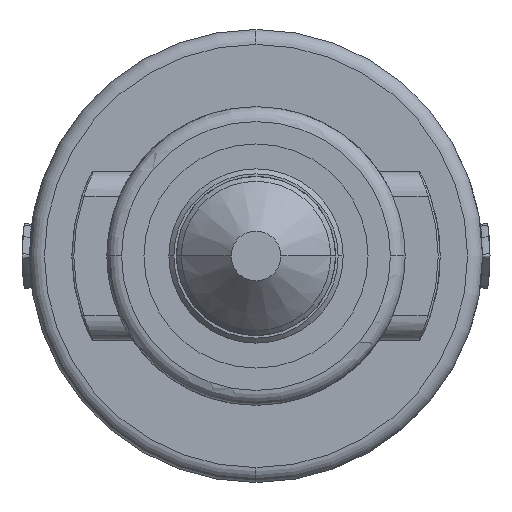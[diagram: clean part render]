
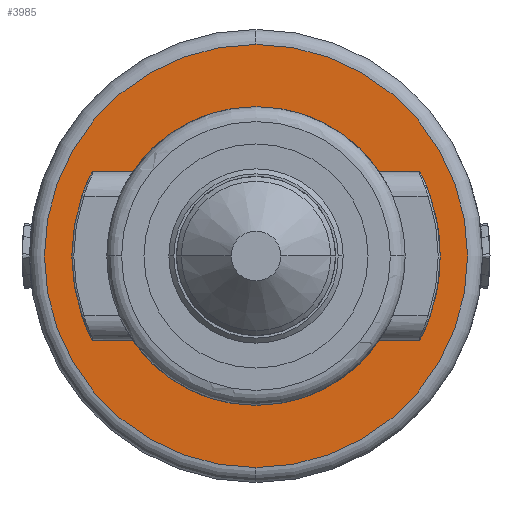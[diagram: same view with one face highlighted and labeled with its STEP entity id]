
A CAD part, left-side view. The second image highlights one B-rep face of the part: STEP entity #3985.
In plain terms, the highlighted face is planar.
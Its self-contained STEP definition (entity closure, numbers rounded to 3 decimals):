
#1154 = VERTEX_POINT ( 'NONE', #13760 ) ;
#3417 = VERTEX_POINT ( 'NONE', #18668 ) ;
#3557 = DIRECTION ( 'NONE',  ( 1., 0., 0. ) ) ;
#3627 = AXIS2_PLACEMENT_3D ( 'NONE', #10161, #8035, #10354 ) ;
#3985 = ADVANCED_FACE ( 'NONE', ( #14138, #8819 ), #20746, .T. ) ;
#4456 = CARTESIAN_POINT ( 'NONE',  ( -6.281, 0., 0. ) ) ;
#4627 = AXIS2_PLACEMENT_3D ( 'NONE', #25325, #25417, #14647 ) ;
#5464 = EDGE_LOOP ( 'NONE', ( #12625, #9589 ) ) ;
#5559 = EDGE_CURVE ( 'NONE', #12414, #1154, #23376, .T. ) ;
#6831 = DIRECTION ( 'NONE',  ( 1., 0., 0. ) ) ;
#8035 = DIRECTION ( 'NONE',  ( 1., 0., 0. ) ) ;
#8138 = CARTESIAN_POINT ( 'NONE',  ( -6.281, 0., -4.25 ) ) ;
#8819 = FACE_BOUND ( 'NONE', #5464, .T. ) ;
#8982 = EDGE_LOOP ( 'NONE', ( #27274, #24948 ) ) ;
#9291 = AXIS2_PLACEMENT_3D ( 'NONE', #23646, #6831, #23915 ) ;
#9589 = ORIENTED_EDGE ( 'NONE', *, *, #12455, .F. ) ;
#10161 = CARTESIAN_POINT ( 'NONE',  ( -6.281, 0., 0. ) ) ;
#10354 = DIRECTION ( 'NONE',  ( 0., 0., -1. ) ) ;
#12414 = VERTEX_POINT ( 'NONE', #8138 ) ;
#12455 = EDGE_CURVE ( 'NONE', #24495, #3417, #19910, .T. ) ;
#12625 = ORIENTED_EDGE ( 'NONE', *, *, #21432, .F. ) ;
#13593 = AXIS2_PLACEMENT_3D ( 'NONE', #16290, #3557, #18445 ) ;
#13760 = CARTESIAN_POINT ( 'NONE',  ( -6.281, 0., 4.25 ) ) ;
#14138 = FACE_OUTER_BOUND ( 'NONE', #8982, .T. ) ;
#14647 = DIRECTION ( 'NONE',  ( 0., 0., -1. ) ) ;
#15015 = EDGE_CURVE ( 'NONE', #1154, #12414, #21907, .T. ) ;
#15683 = AXIS2_PLACEMENT_3D ( 'NONE', #4456, #19145, #19417 ) ;
#16290 = CARTESIAN_POINT ( 'NONE',  ( -6.281, 0., 0. ) ) ;
#18445 = DIRECTION ( 'NONE',  ( 0., 0., -1. ) ) ;
#18668 = CARTESIAN_POINT ( 'NONE',  ( -6.281, 0., -3. ) ) ;
#19145 = DIRECTION ( 'NONE',  ( 1., 0., 0. ) ) ;
#19417 = DIRECTION ( 'NONE',  ( 0., 0., -1. ) ) ;
#19592 = CIRCLE ( 'NONE', #9291, 3. ) ;
#19910 = CIRCLE ( 'NONE', #4627, 3. ) ;
#20746 = PLANE ( 'NONE',  #3627 ) ;
#21432 = EDGE_CURVE ( 'NONE', #3417, #24495, #19592, .T. ) ;
#21907 = CIRCLE ( 'NONE', #13593, 4.25 ) ;
#23376 = CIRCLE ( 'NONE', #15683, 4.25 ) ;
#23646 = CARTESIAN_POINT ( 'NONE',  ( -6.281, 0., 0. ) ) ;
#23915 = DIRECTION ( 'NONE',  ( 0., 0., -1. ) ) ;
#24495 = VERTEX_POINT ( 'NONE', #24973 ) ;
#24948 = ORIENTED_EDGE ( 'NONE', *, *, #15015, .T. ) ;
#24973 = CARTESIAN_POINT ( 'NONE',  ( -6.281, 0., 3. ) ) ;
#25325 = CARTESIAN_POINT ( 'NONE',  ( -6.281, 0., 0. ) ) ;
#25417 = DIRECTION ( 'NONE',  ( 1., 0., 0. ) ) ;
#27274 = ORIENTED_EDGE ( 'NONE', *, *, #5559, .T. ) ;
